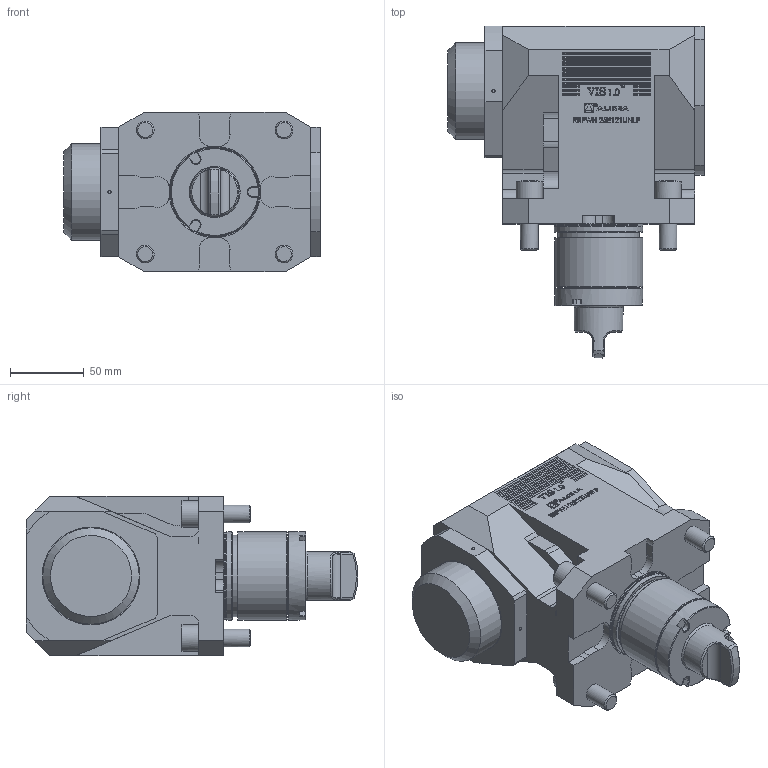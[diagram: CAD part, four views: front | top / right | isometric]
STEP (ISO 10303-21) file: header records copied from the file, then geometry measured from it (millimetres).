
FILE_DESCRIPTION (( 'STEP AP214' ), '1' );
FILE_NAME ('RRPWH25E121UNLP.STEP', '2025-09-02T09:07:00', ( '' ), ( '' ), 'SwSTEP 2.0', 'SolidWorks 2023', '' );
FILE_SCHEMA (( 'AUTOMOTIVE_DESIGN' ));
Length unit declared in the file: millimetre
Products named in the file (1): RRPWH25E121UNLP
Bounding box: 173.7 x 224.8 x 108 mm (x, y, z)
Volume: 2056303.7 mm3; surface area: 125184.5 mm2
Topology: 1 solids, 1 shells, 916 faces, 2387 edges, 1582 vertices
Faces by surface type: plane 638, bspline 136, cylinder 110, cone 24, torus 8
Full cylindrical faces by diameter (mm): 1.7 x1, 2.1 x1, 6.366 x1, 12 x4, 18 x4, 33 x1, 55.2 x1, 59.5 x1, 59.7 x1, 59.8 x1, 59.9 x1, 65.3 x1
Entity records: 38736 total; most frequent: CARTESIAN_POINT 14067, ORIENTED_EDGE 4668, DIRECTION 3745, EDGE_CURVE 2334, VECTOR 1755, LINE 1755, VERTEX_POINT 1569, EDGE_LOOP 1065
